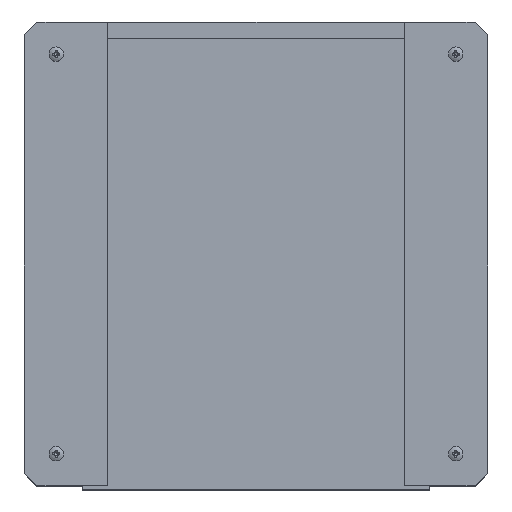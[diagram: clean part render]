
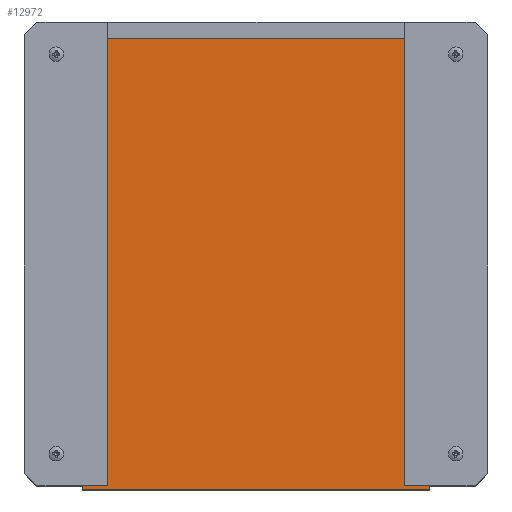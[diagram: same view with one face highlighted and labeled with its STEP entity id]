
A CAD part, top view. The second image highlights one B-rep face of the part: STEP entity #12972.
In plain terms, the highlighted planar face has unit normal (0, 0, 1).
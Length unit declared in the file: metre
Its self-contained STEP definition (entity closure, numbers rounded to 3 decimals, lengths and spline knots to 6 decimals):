
#1804=LINE('',#22589,#2907);
#1807=LINE('',#22596,#2910);
#1812=LINE('',#22605,#2915);
#1813=LINE('',#22607,#2916);
#2907=VECTOR('',#17218,1.);
#2910=VECTOR('',#17223,1.);
#2915=VECTOR('',#17232,1.);
#2916=VECTOR('',#17235,1.);
#6517=ORIENTED_EDGE('',*,*,#8319,.F.);
#6518=ORIENTED_EDGE('',*,*,#8327,.T.);
#6519=ORIENTED_EDGE('',*,*,#8322,.F.);
#6520=ORIENTED_EDGE('',*,*,#8328,.F.);
#8319=EDGE_CURVE('',#9560,#9561,#1804,.T.);
#8322=EDGE_CURVE('',#9562,#9564,#1807,.T.);
#8327=EDGE_CURVE('',#9560,#9564,#1812,.T.);
#8328=EDGE_CURVE('',#9561,#9562,#1813,.T.);
#9560=VERTEX_POINT('',#22588);
#9561=VERTEX_POINT('',#22590);
#9562=VERTEX_POINT('',#22594);
#9564=VERTEX_POINT('',#22597);
#10901=EDGE_LOOP('',(#6517,#6518,#6519,#6520));
#11842=FACE_BOUND('',#10901,.T.);
#12253=PLANE('',#14095);
#12972=ADVANCED_FACE('',(#11842),#12253,.T.);
#14095=AXIS2_PLACEMENT_3D('',#22606,#17233,#17234);
#17218=DIRECTION('',(-1.,0.,0.));
#17223=DIRECTION('',(1.,0.,0.));
#17232=DIRECTION('',(0.,1.,0.));
#17233=DIRECTION('',(0.,0.,1.));
#17234=DIRECTION('',(1.,0.,0.));
#17235=DIRECTION('',(0.,1.,0.));
#22588=CARTESIAN_POINT('',(0.0675,-0.085,0.0455));
#22589=CARTESIAN_POINT('',(0.,-0.085,0.0455));
#22590=CARTESIAN_POINT('',(-0.0675,-0.085,0.0455));
#22594=CARTESIAN_POINT('',(-0.0675,0.09,0.0455));
#22596=CARTESIAN_POINT('',(0.,0.09,0.0455));
#22597=CARTESIAN_POINT('',(0.0675,0.09,0.0455));
#22605=CARTESIAN_POINT('',(0.0675,-0.085002,0.0455));
#22606=CARTESIAN_POINT('',(0.,-0.085002,0.0455));
#22607=CARTESIAN_POINT('',(-0.0675,-0.085002,0.0455));
